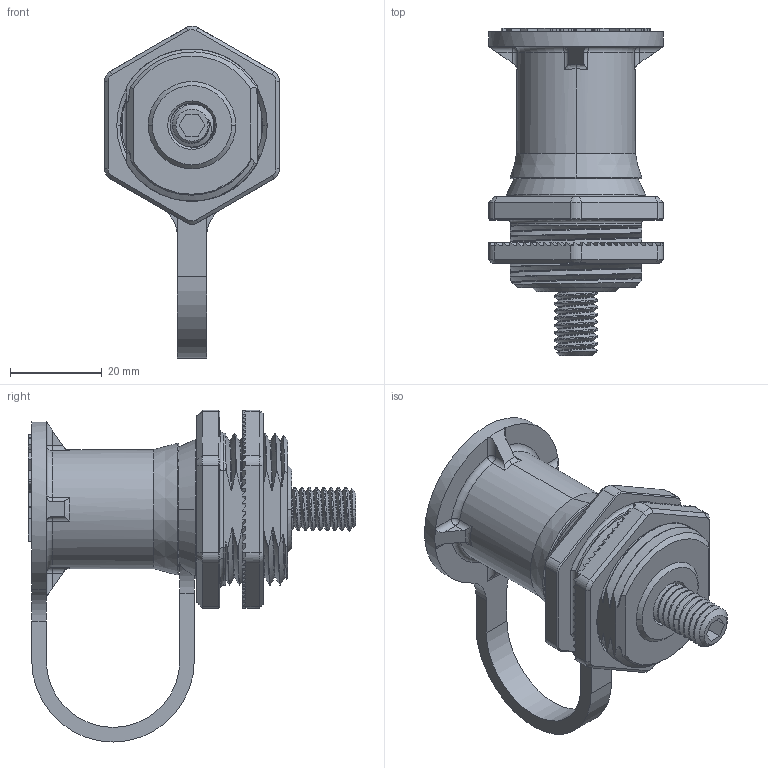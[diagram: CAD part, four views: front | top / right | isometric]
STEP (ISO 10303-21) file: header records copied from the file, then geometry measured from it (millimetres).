
FILE_DESCRIPTION((''),'2;1');
FILE_NAME('JSR-38A-15_SALES_REV0','2026-02-23T15:37:11',('20077268'),(''),'CREO PARAMETRIC BY PTC INC, 2025323','CREO PARAMETRIC BY PTC INC, 2025323','');
FILE_SCHEMA(('CONFIG_CONTROL_DESIGN'));
Length unit declared in the file: millimetre
Products named in the file (1): JSR-38A-15_SALES_REV0
Bounding box: 38.1 x 71.37 x 72.34 mm (x, y, z)
Volume: 43470.7 mm3; surface area: 15578.6 mm2
Topology: 1 solids, 1 shells, 783 faces, 2242 edges, 1464 vertices
Faces by surface type: plane 474, bspline 94, cylinder 80, extrusion 65, cone 50, torus 12, sphere 8
Entity records: 50146 total; most frequent: CARTESIAN_POINT 31194, ORIENTED_EDGE 4484, DIRECTION 3067, EDGE_CURVE 2242, VERTEX_POINT 1464, VECTOR 1273, LINE 1208, AXIS2_PLACEMENT_3D 897
